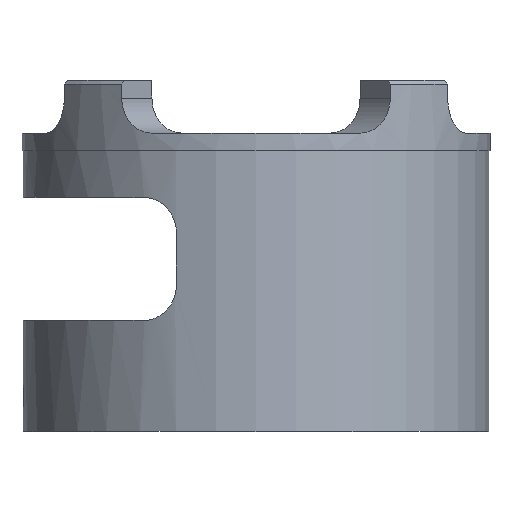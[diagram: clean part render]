
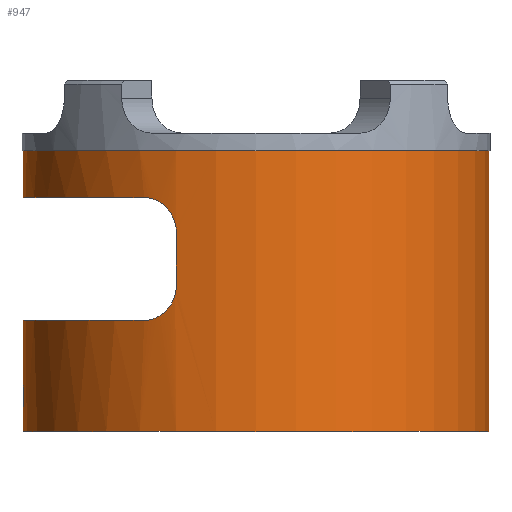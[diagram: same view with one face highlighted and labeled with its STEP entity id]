
A CAD part, front view. The second image highlights one B-rep face of the part: STEP entity #947.
In plain terms, the highlighted cylindrical face has radius 19.9 mm (diameter 39.8 mm), a full revolution.
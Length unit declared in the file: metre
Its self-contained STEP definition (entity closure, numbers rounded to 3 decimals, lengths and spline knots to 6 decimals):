
#25=B_SPLINE_CURVE_WITH_KNOTS('',3,(#1355,#1356,#1357,#1358,#1359),
 .UNSPECIFIED.,.F.,.F.,(4,1,4),(0.,0.002349,0.004697),
 .UNSPECIFIED.);
#27=B_SPLINE_CURVE_WITH_KNOTS('',3,(#1366,#1367,#1368,#1369,#1370),
 .UNSPECIFIED.,.F.,.F.,(4,1,4),(0.,0.002349,0.004697),
 .UNSPECIFIED.);
#29=B_SPLINE_CURVE_WITH_KNOTS('',3,(#1377,#1378,#1379,#1380,#1381),
 .UNSPECIFIED.,.F.,.F.,(4,1,4),(0.,0.002349,
0.004697),.UNSPECIFIED.);
#31=B_SPLINE_CURVE_WITH_KNOTS('',3,(#1388,#1389,#1390,#1391,#1392),
 .UNSPECIFIED.,.F.,.F.,(4,1,4),(0.,0.002349,0.004697),
 .UNSPECIFIED.);
#34=B_SPLINE_CURVE_WITH_KNOTS('',3,(#1411,#1412,#1413,#1414,#1415,#1416,
#1417,#1418,#1419,#1420,#1421),.UNSPECIFIED.,.T.,.F.,(1,1,1,1,1,1,1,1,1,
1,1,1,1,1,1),(-0.003015,-0.00201,-0.001005,
0.,0.001005,0.00201,0.003015,
0.00402,0.005025,0.006029,0.007034,
0.008039,0.009044,0.010049,0.011054),
 .UNSPECIFIED.);
#72=CYLINDRICAL_SURFACE('',#1055,0.0199);
#74=LINE('',#1322,#134);
#77=LINE('',#1328,#137);
#134=VECTOR('',#1069,1.);
#137=VECTOR('',#1074,1.);
#434=ORIENTED_EDGE('',*,*,#448,.F.);
#435=ORIENTED_EDGE('',*,*,#573,.T.);
#436=ORIENTED_EDGE('',*,*,#474,.F.);
#437=ORIENTED_EDGE('',*,*,#465,.T.);
#438=ORIENTED_EDGE('',*,*,#453,.T.);
#439=ORIENTED_EDGE('',*,*,#467,.T.);
#440=ORIENTED_EDGE('',*,*,#462,.F.);
#441=ORIENTED_EDGE('',*,*,#471,.T.);
#442=ORIENTED_EDGE('',*,*,#450,.F.);
#443=ORIENTED_EDGE('',*,*,#469,.T.);
#444=ORIENTED_EDGE('',*,*,#457,.T.);
#448=EDGE_CURVE('',#575,#575,#670,.T.);
#450=EDGE_CURVE('',#577,#578,#74,.T.);
#453=EDGE_CURVE('',#580,#581,#77,.T.);
#457=EDGE_CURVE('',#584,#585,#671,.T.);
#462=EDGE_CURVE('',#589,#590,#673,.T.);
#465=EDGE_CURVE('',#585,#580,#25,.T.);
#467=EDGE_CURVE('',#581,#590,#27,.T.);
#469=EDGE_CURVE('',#577,#584,#29,.T.);
#471=EDGE_CURVE('',#589,#578,#31,.T.);
#474=EDGE_CURVE('',#593,#593,#34,.T.);
#573=EDGE_CURVE('',#668,#668,#709,.T.);
#575=VERTEX_POINT('',#1317);
#577=VERTEX_POINT('',#1321);
#578=VERTEX_POINT('',#1323);
#580=VERTEX_POINT('',#1329);
#581=VERTEX_POINT('',#1330);
#584=VERTEX_POINT('',#1338);
#585=VERTEX_POINT('',#1339);
#589=VERTEX_POINT('',#1348);
#590=VERTEX_POINT('',#1350);
#593=VERTEX_POINT('',#1422);
#668=VERTEX_POINT('',#1704);
#670=CIRCLE('',#964,0.0199);
#671=CIRCLE('',#968,0.0199);
#673=CIRCLE('',#971,0.0199);
#709=CIRCLE('',#1056,0.0199);
#782=EDGE_LOOP('',(#434));
#783=EDGE_LOOP('',(#435));
#784=EDGE_LOOP('',(#436));
#785=EDGE_LOOP('',(#437,#438,#439,#440,#441,#442,#443,#444));
#864=FACE_BOUND('',#782,.T.);
#865=FACE_BOUND('',#783,.T.);
#866=FACE_BOUND('',#784,.T.);
#867=FACE_BOUND('',#785,.T.);
#947=ADVANCED_FACE('',(#864,#865,#866,#867),#72,.T.);
#964=AXIS2_PLACEMENT_3D('',#1316,#1064,#1065);
#968=AXIS2_PLACEMENT_3D('',#1337,#1080,#1081);
#971=AXIS2_PLACEMENT_3D('',#1349,#1089,#1090);
#1055=AXIS2_PLACEMENT_3D('',#1702,#1306,#1307);
#1056=AXIS2_PLACEMENT_3D('',#1703,#1308,#1309);
#1064=DIRECTION('',(0.,0.,-1.));
#1065=DIRECTION('',(-1.,0.,0.));
#1069=DIRECTION('',(0.,0.,-1.));
#1074=DIRECTION('',(0.,0.,-1.));
#1080=DIRECTION('',(0.,0.,1.));
#1081=DIRECTION('',(1.,0.,0.));
#1089=DIRECTION('',(0.,0.,1.));
#1090=DIRECTION('',(1.,0.,0.));
#1306=DIRECTION('',(0.,0.,-1.));
#1307=DIRECTION('',(-1.,0.,0.));
#1308=DIRECTION('',(0.,0.,-1.));
#1309=DIRECTION('',(-1.,0.,0.));
#1316=CARTESIAN_POINT('',(0.,0.,0.));
#1317=CARTESIAN_POINT('',(-0.0199,0.,0.));
#1321=CARTESIAN_POINT('',(-0.006806,0.0187,0.017));
#1322=CARTESIAN_POINT('',(-0.006806,0.0187,0.01275));
#1323=CARTESIAN_POINT('',(-0.006806,0.0187,0.0125));
#1328=CARTESIAN_POINT('',(-0.006806,-0.0187,0.01275));
#1329=CARTESIAN_POINT('',(-0.006806,-0.0187,0.017));
#1330=CARTESIAN_POINT('',(-0.006806,-0.0187,0.0125));
#1337=CARTESIAN_POINT('',(0.,0.,0.02));
#1338=CARTESIAN_POINT('',(-0.009547,0.01746,0.02));
#1339=CARTESIAN_POINT('',(-0.009547,-0.01746,0.02));
#1348=CARTESIAN_POINT('',(-0.009547,0.01746,0.0095));
#1349=CARTESIAN_POINT('',(0.,0.,0.0095));
#1350=CARTESIAN_POINT('',(-0.009547,-0.01746,0.0095));
#1355=CARTESIAN_POINT('',(-0.009547,-0.01746,0.02));
#1356=CARTESIAN_POINT('',(-0.008851,-0.017841,0.02));
#1357=CARTESIAN_POINT('',(-0.00743,-0.018488,0.019355));
#1358=CARTESIAN_POINT('',(-0.006806,-0.0187,0.017794));
#1359=CARTESIAN_POINT('',(-0.006806,-0.0187,0.017));
#1366=CARTESIAN_POINT('',(-0.006806,-0.0187,0.0125));
#1367=CARTESIAN_POINT('',(-0.006806,-0.0187,0.011706));
#1368=CARTESIAN_POINT('',(-0.007427,-0.018489,0.010149));
#1369=CARTESIAN_POINT('',(-0.008851,-0.017841,0.0095));
#1370=CARTESIAN_POINT('',(-0.009547,-0.01746,0.0095));
#1377=CARTESIAN_POINT('',(-0.006806,0.0187,0.017));
#1378=CARTESIAN_POINT('',(-0.006806,0.0187,0.017794));
#1379=CARTESIAN_POINT('',(-0.007427,0.018489,0.019351));
#1380=CARTESIAN_POINT('',(-0.008851,0.017841,0.02));
#1381=CARTESIAN_POINT('',(-0.009547,0.01746,0.02));
#1388=CARTESIAN_POINT('',(-0.009547,0.01746,0.0095));
#1389=CARTESIAN_POINT('',(-0.008851,0.017841,0.0095));
#1390=CARTESIAN_POINT('',(-0.00743,0.018488,0.010145));
#1391=CARTESIAN_POINT('',(-0.006806,0.0187,0.011706));
#1392=CARTESIAN_POINT('',(-0.006806,0.0187,0.0125));
#1411=CARTESIAN_POINT('',(-0.019879,-0.001008,0.004007));
#1412=CARTESIAN_POINT('',(-0.01991,0.,0.004425));
#1413=CARTESIAN_POINT('',(-0.019879,0.001007,0.004007));
#1414=CARTESIAN_POINT('',(-0.019848,0.001424,0.003001));
#1415=CARTESIAN_POINT('',(-0.019879,0.001008,0.001993));
#1416=CARTESIAN_POINT('',(-0.01991,0.,0.001576));
#1417=CARTESIAN_POINT('',(-0.019879,-0.001006,0.001992));
#1418=CARTESIAN_POINT('',(-0.019848,-0.001425,0.002999));
#1419=CARTESIAN_POINT('',(-0.019879,-0.001008,0.004007));
#1420=CARTESIAN_POINT('',(-0.01991,0.,0.004425));
#1421=CARTESIAN_POINT('',(-0.019879,0.001007,0.004007));
#1422=CARTESIAN_POINT('',(-0.0199,0.,0.004286));
#1702=CARTESIAN_POINT('',(0.,0.,0.01275));
#1703=CARTESIAN_POINT('',(0.,0.,0.024));
#1704=CARTESIAN_POINT('',(-0.0199,0.,0.024));
